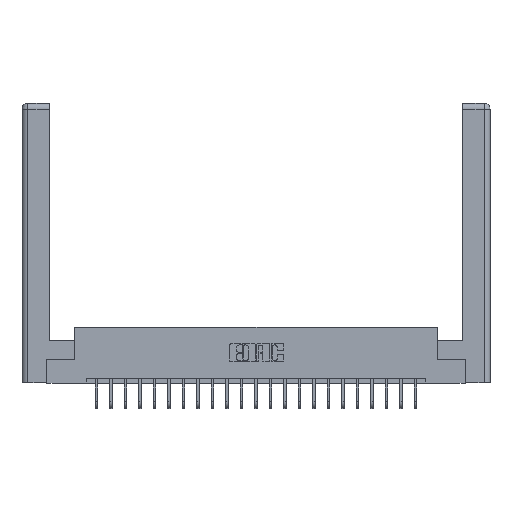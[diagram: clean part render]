
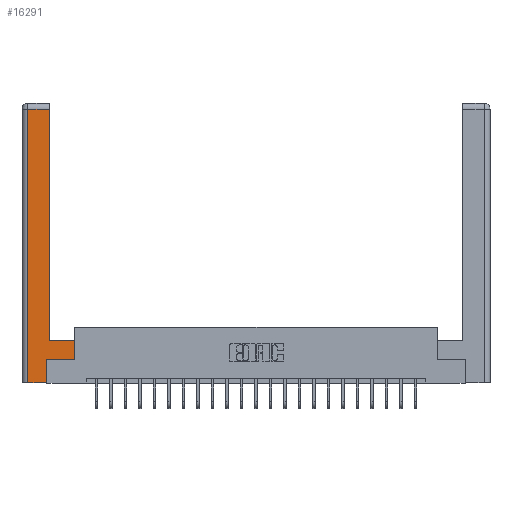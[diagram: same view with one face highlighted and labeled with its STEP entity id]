
A CAD part, top view. The second image highlights one B-rep face of the part: STEP entity #16291.
In plain terms, the highlighted planar face has unit normal (0, 0, 1).
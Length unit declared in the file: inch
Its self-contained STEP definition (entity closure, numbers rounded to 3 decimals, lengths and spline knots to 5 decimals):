
#683 = CARTESIAN_POINT ( 'NONE',  ( 0.295, 0.45, 0. ) ) ;
#684 = VECTOR ( 'NONE', #16595, 39.37008 ) ;
#716 = ORIENTED_EDGE ( 'NONE', *, *, #24171, .T. ) ;
#797 = VERTEX_POINT ( 'NONE', #15371 ) ;
#1070 = ORIENTED_EDGE ( 'NONE', *, *, #22181, .T. ) ;
#1301 = CARTESIAN_POINT ( 'NONE',  ( 0.265, 0., 0. ) ) ;
#1801 = CARTESIAN_POINT ( 'NONE',  ( 0.565, 0.45, 0. ) ) ;
#1824 = EDGE_CURVE ( 'NONE', #14710, #4818, #5252, .T. ) ;
#2064 = CARTESIAN_POINT ( 'NONE',  ( 0.565, 0.245, 0. ) ) ;
#2594 = VECTOR ( 'NONE', #16022, 39.37008 ) ;
#2766 = LINE ( 'NONE', #23370, #22445 ) ;
#3741 = CARTESIAN_POINT ( 'NONE',  ( 0.265, 0.245, 0. ) ) ;
#4590 = LINE ( 'NONE', #1301, #684 ) ;
#4818 = VERTEX_POINT ( 'NONE', #18455 ) ;
#4837 = EDGE_CURVE ( 'NONE', #8941, #10054, #8558, .T. ) ;
#5252 = LINE ( 'NONE', #6409, #2594 ) ;
#5568 = ORIENTED_EDGE ( 'NONE', *, *, #7360, .T. ) ;
#5643 = DIRECTION ( 'NONE',  ( 0., 1., 0. ) ) ;
#6409 = CARTESIAN_POINT ( 'NONE',  ( 0.0615, 0., 0. ) ) ;
#6577 = CARTESIAN_POINT ( 'NONE',  ( 0.0615, 2.94, 0. ) ) ;
#7360 = EDGE_CURVE ( 'NONE', #4818, #22254, #4590, .T. ) ;
#8008 = CARTESIAN_POINT ( 'NONE',  ( 0.295, 3., 0. ) ) ;
#8083 = DIRECTION ( 'NONE',  ( -1., 0., 0. ) ) ;
#8135 = CARTESIAN_POINT ( 'NONE',  ( 0.565, 0.45, 0. ) ) ;
#8234 = CARTESIAN_POINT ( 'NONE',  ( 0.295, 0.45, 0. ) ) ;
#8384 = ORIENTED_EDGE ( 'NONE', *, *, #1824, .T. ) ;
#8558 = LINE ( 'NONE', #2064, #12435 ) ;
#8918 = AXIS2_PLACEMENT_3D ( 'NONE', #14884, #14804, #16795 ) ;
#8941 = VERTEX_POINT ( 'NONE', #3741 ) ;
#10054 = VERTEX_POINT ( 'NONE', #18841 ) ;
#10310 = DIRECTION ( 'NONE',  ( -1., 0., 0. ) ) ;
#10433 = ORIENTED_EDGE ( 'NONE', *, *, #4837, .T. ) ;
#11808 = EDGE_CURVE ( 'NONE', #23672, #797, #13911, .T. ) ;
#11918 = FACE_OUTER_BOUND ( 'NONE', #14512, .T. ) ;
#12435 = VECTOR ( 'NONE', #21203, 39.37008 ) ;
#13588 = ORIENTED_EDGE ( 'NONE', *, *, #15107, .T. ) ;
#13911 = LINE ( 'NONE', #8008, #24028 ) ;
#14512 = EDGE_LOOP ( 'NONE', ( #20366, #716, #8384, #5568, #1070, #10433, #16697, #13588 ) ) ;
#14522 = CARTESIAN_POINT ( 'NONE',  ( 0.265, 0., 0. ) ) ;
#14710 = VERTEX_POINT ( 'NONE', #6577 ) ;
#14804 = DIRECTION ( 'NONE',  ( 0., 0., -1. ) ) ;
#14884 = CARTESIAN_POINT ( 'NONE',  ( 0., 0., 0. ) ) ;
#15107 = EDGE_CURVE ( 'NONE', #15818, #23672, #20314, .T. ) ;
#15371 = CARTESIAN_POINT ( 'NONE',  ( 0.295, 2.94, 0. ) ) ;
#15727 = EDGE_CURVE ( 'NONE', #10054, #15818, #17265, .T. ) ;
#15818 = VERTEX_POINT ( 'NONE', #8135 ) ;
#16022 = DIRECTION ( 'NONE',  ( 0., -1., 0. ) ) ;
#16291 = ADVANCED_FACE ( 'NONE', ( #11918 ), #24253, .F. ) ;
#16595 = DIRECTION ( 'NONE',  ( 1., 0., 0. ) ) ;
#16697 = ORIENTED_EDGE ( 'NONE', *, *, #15727, .T. ) ;
#16795 = DIRECTION ( 'NONE',  ( -1., 0., 0. ) ) ;
#16949 = VECTOR ( 'NONE', #5643, 39.37008 ) ;
#17265 = LINE ( 'NONE', #1801, #16949 ) ;
#17297 = VECTOR ( 'NONE', #10310, 39.37008 ) ;
#17937 = LINE ( 'NONE', #23920, #24526 ) ;
#18455 = CARTESIAN_POINT ( 'NONE',  ( 0.0615, 0., 0. ) ) ;
#18841 = CARTESIAN_POINT ( 'NONE',  ( 0.565, 0.245, 0. ) ) ;
#19776 = DIRECTION ( 'NONE',  ( 0., 1., 0. ) ) ;
#20314 = LINE ( 'NONE', #683, #17297 ) ;
#20366 = ORIENTED_EDGE ( 'NONE', *, *, #11808, .T. ) ;
#21203 = DIRECTION ( 'NONE',  ( 1., 0., 0. ) ) ;
#22181 = EDGE_CURVE ( 'NONE', #22254, #8941, #17937, .T. ) ;
#22254 = VERTEX_POINT ( 'NONE', #14522 ) ;
#22445 = VECTOR ( 'NONE', #8083, 39.37008 ) ;
#23370 = CARTESIAN_POINT ( 'NONE',  ( 0.0615, 2.94, 0. ) ) ;
#23672 = VERTEX_POINT ( 'NONE', #8234 ) ;
#23920 = CARTESIAN_POINT ( 'NONE',  ( 0.265, 0.245, 0. ) ) ;
#24004 = DIRECTION ( 'NONE',  ( 0., 1., 0. ) ) ;
#24028 = VECTOR ( 'NONE', #19776, 39.37008 ) ;
#24171 = EDGE_CURVE ( 'NONE', #797, #14710, #2766, .T. ) ;
#24253 = PLANE ( 'NONE',  #8918 ) ;
#24526 = VECTOR ( 'NONE', #24004, 39.37008 ) ;
